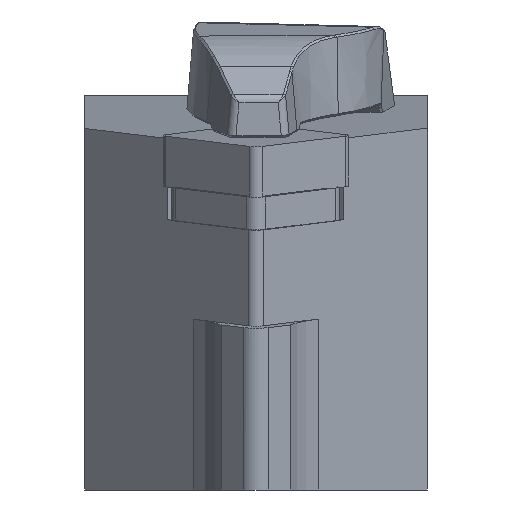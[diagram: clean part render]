
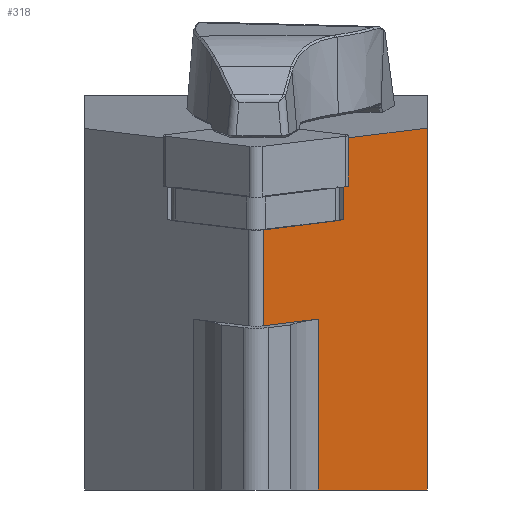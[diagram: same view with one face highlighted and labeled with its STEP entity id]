
A CAD part, left-side view. The second image highlights one B-rep face of the part: STEP entity #318.
In plain terms, the highlighted planar face has unit normal (-0.699, -0.71, -0.086).
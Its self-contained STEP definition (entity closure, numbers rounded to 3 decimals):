
#318=ADVANCED_FACE('',(#491),#434,.T.);
#434=PLANE('',#2100);
#491=FACE_OUTER_BOUND('',#607,.T.);
#607=EDGE_LOOP('',(#771,#772,#773,#774,#775,#776,#777,#778,#779));
#771=ORIENTED_EDGE('',*,*,#1494,.F.);
#772=ORIENTED_EDGE('',*,*,#1511,.T.);
#773=ORIENTED_EDGE('',*,*,#1536,.T.);
#774=ORIENTED_EDGE('',*,*,#1537,.F.);
#775=ORIENTED_EDGE('',*,*,#1538,.T.);
#776=ORIENTED_EDGE('',*,*,#1539,.F.);
#777=ORIENTED_EDGE('',*,*,#1540,.F.);
#778=ORIENTED_EDGE('',*,*,#1541,.F.);
#779=ORIENTED_EDGE('',*,*,#1512,.T.);
#1309=VERTEX_POINT('',#2705);
#1310=VERTEX_POINT('',#2707);
#1322=VERTEX_POINT('',#2739);
#1323=VERTEX_POINT('',#2743);
#1345=VERTEX_POINT('',#2803);
#1346=VERTEX_POINT('',#2805);
#1347=VERTEX_POINT('',#2807);
#1348=VERTEX_POINT('',#2809);
#1349=VERTEX_POINT('',#2811);
#1494=EDGE_CURVE('',#1309,#1310,#1789,.T.);
#1511=EDGE_CURVE('',#1309,#1322,#1803,.T.);
#1512=EDGE_CURVE('',#1323,#1310,#1804,.T.);
#1536=EDGE_CURVE('',#1322,#1345,#1824,.T.);
#1537=EDGE_CURVE('',#1346,#1345,#1825,.T.);
#1538=EDGE_CURVE('',#1346,#1347,#1826,.T.);
#1539=EDGE_CURVE('',#1348,#1347,#1827,.T.);
#1540=EDGE_CURVE('',#1349,#1348,#1828,.T.);
#1541=EDGE_CURVE('',#1323,#1349,#1829,.T.);
#1789=LINE('',#2706,#1938);
#1803=LINE('',#2740,#1952);
#1804=LINE('',#2742,#1953);
#1824=LINE('',#2802,#1973);
#1825=LINE('',#2804,#1974);
#1826=LINE('',#2806,#1975);
#1827=LINE('',#2808,#1976);
#1828=LINE('',#2810,#1977);
#1829=LINE('',#2812,#1978);
#1938=VECTOR('',#2245,1.);
#1952=VECTOR('',#2273,1.);
#1953=VECTOR('',#2276,1.);
#1973=VECTOR('',#2304,1.);
#1974=VECTOR('',#2305,1.);
#1975=VECTOR('',#2306,1.);
#1976=VECTOR('',#2307,1.);
#1977=VECTOR('',#2308,1.);
#1978=VECTOR('',#2309,1.);
#2100=AXIS2_PLACEMENT_3D('',#2813,#2310,#2311);
#2245=DIRECTION('',(-0.122,0.,0.993));
#2273=DIRECTION('',(-0.704,0.705,-0.086));
#2276=DIRECTION('',(-0.704,0.705,-0.086));
#2304=DIRECTION('',(-0.704,0.705,-0.086));
#2305=DIRECTION('',(-0.122,0.,0.993));
#2306=DIRECTION('',(0.704,-0.705,0.086));
#2307=DIRECTION('',(-0.122,0.,0.993));
#2308=DIRECTION('',(-0.712,0.702,0.));
#2309=DIRECTION('',(0.122,0.,-0.993));
#2310=DIRECTION('',(-0.699,-0.71,-0.086));
#2311=DIRECTION('',(0.712,-0.702,0.));
#2705=CARTESIAN_POINT('',(10.051,-24.169,-6.766));
#2706=CARTESIAN_POINT('',(11.155,-24.169,-15.758));
#2707=CARTESIAN_POINT('',(9.12,-24.169,0.818));
#2739=CARTESIAN_POINT('',(9.673,-23.791,-6.812));
#2740=CARTESIAN_POINT('',(10.615,-24.733,-6.696));
#2742=CARTESIAN_POINT('',(1.653,-16.701,-0.099));
#2743=CARTESIAN_POINT('',(16.95,-32.,1.779));
#2802=CARTESIAN_POINT('',(10.615,-24.733,-6.696));
#2803=CARTESIAN_POINT('',(2.584,-16.701,-7.682));
#2804=CARTESIAN_POINT('',(3.689,-16.701,-16.675));
#2805=CARTESIAN_POINT('',(3.689,-16.701,-16.675));
#2806=CARTESIAN_POINT('',(3.689,-16.701,-16.675));
#2807=CARTESIAN_POINT('',(8.782,-21.795,-16.049));
#2808=CARTESIAN_POINT('',(2.688,-21.795,33.578));
#2809=CARTESIAN_POINT('',(10.74,-21.795,-32.));
#2810=CARTESIAN_POINT('',(6.655,-17.77,-32.));
#2811=CARTESIAN_POINT('',(21.097,-32.,-32.));
#2812=CARTESIAN_POINT('',(18.985,-32.,-14.797));
#2813=CARTESIAN_POINT('',(3.689,-16.701,-16.675));
